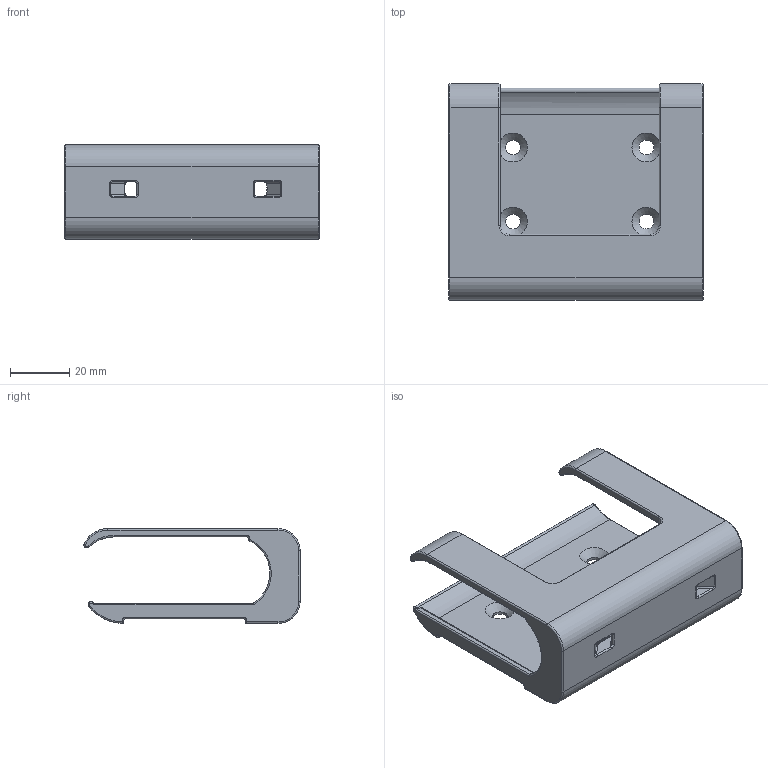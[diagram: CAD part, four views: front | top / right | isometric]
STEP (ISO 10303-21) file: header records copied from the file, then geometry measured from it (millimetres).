
FILE_DESCRIPTION(/* description */ (''),/* implementation_level */ '2;1');
FILE_NAME(/* name */ 'PXM-0140-HFCLI_Rev1.0.7.stp',/* time_stamp */ '2024-05-22T06:17:53-04:00',/* author */ (''),/* organization */ (''),/* preprocessor_version */ 'ST-DEVELOPER v19.4',/* originating_system */ 'SIEMENS PLM Software NX2306.8501',/* authorisation */ '');
FILE_SCHEMA (('AUTOMOTIVE_DESIGN { 1 0 10303 214 3 1 1 1 }'));
Length unit declared in the file: millimetre
Products named in the file (1): PXM-0140-HFCLI_Rev1.0.7_objects
Bounding box: 86 x 72.94 x 32 mm (x, y, z)
Volume: 46085.6 mm3; surface area: 24718.8 mm2
Topology: 1 solids, 1 shells, 167 faces, 391 edges, 219 vertices
Faces by surface type: cylinder 76, torus 35, plane 24, bspline 22, sphere 6, cone 4
Full cylindrical faces by diameter (mm): 5 x4
Entity records: 5155 total; most frequent: CARTESIAN_POINT 1312, DIRECTION 885, ORIENTED_EDGE 754, EDGE_CURVE 377, AXIS2_PLACEMENT_3D 374, VERTEX_POINT 219, CIRCLE 204, EDGE_LOOP 186
